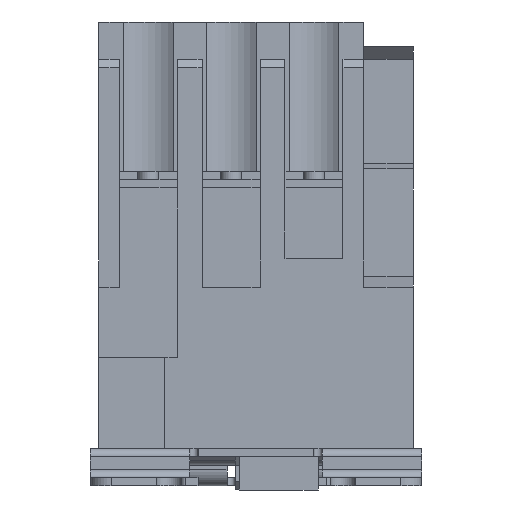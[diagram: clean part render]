
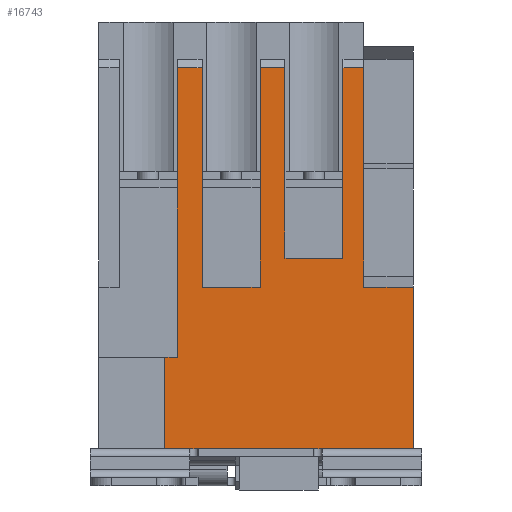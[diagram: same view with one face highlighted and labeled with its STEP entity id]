
A CAD part, front view. The second image highlights one B-rep face of the part: STEP entity #16743.
In plain terms, the highlighted planar face has unit normal (0, -1, 0).
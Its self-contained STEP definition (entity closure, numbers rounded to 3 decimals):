
#9 = ORIENTED_EDGE ( 'NONE', *, *, #6041, .F. ) ;
#151 = VERTEX_POINT ( 'NONE', #622 ) ;
#358 = LINE ( 'NONE', #16162, #975 ) ;
#455 = VERTEX_POINT ( 'NONE', #16224 ) ;
#622 = CARTESIAN_POINT ( 'NONE',  ( 16., -52.5, -51.5 ) ) ;
#975 = VECTOR ( 'NONE', #8292, 1000. ) ;
#1166 = ORIENTED_EDGE ( 'NONE', *, *, #12942, .F. ) ;
#1492 = VECTOR ( 'NONE', #6245, 1000. ) ;
#1573 = EDGE_CURVE ( 'NONE', #4312, #3368, #2556, .T. ) ;
#1587 = CARTESIAN_POINT ( 'NONE',  ( 45., -52.5, 40.5 ) ) ;
#1763 = CARTESIAN_POINT ( 'NONE',  ( 0., -52.5, -5.5 ) ) ;
#1891 = VERTEX_POINT ( 'NONE', #7363 ) ;
#1992 = CARTESIAN_POINT ( 'NONE',  ( 76., -52.5, -51.5 ) ) ;
#2370 = CARTESIAN_POINT ( 'NONE',  ( 0., -52.5, -51.5 ) ) ;
#2383 = CARTESIAN_POINT ( 'NONE',  ( 76., -52.5, 0. ) ) ;
#2550 = VECTOR ( 'NONE', #4946, 1000. ) ;
#2556 = LINE ( 'NONE', #8167, #6795 ) ;
#2619 = VERTEX_POINT ( 'NONE', #6517 ) ;
#2632 = CARTESIAN_POINT ( 'NONE',  ( 39., -52.5, -12.5 ) ) ;
#2634 = VERTEX_POINT ( 'NONE', #3988 ) ;
#2647 = LINE ( 'NONE', #14044, #12797 ) ;
#2723 = EDGE_CURVE ( 'NONE', #8614, #11273, #13596, .T. ) ;
#2848 = ORIENTED_EDGE ( 'NONE', *, *, #11133, .F. ) ;
#2901 = EDGE_CURVE ( 'NONE', #16612, #10035, #358, .T. ) ;
#2916 = VERTEX_POINT ( 'NONE', #10944 ) ;
#2980 = DIRECTION ( 'NONE',  ( 1., 0., 0. ) ) ;
#3190 = DIRECTION ( 'NONE',  ( 0., 0., -1. ) ) ;
#3300 = ORIENTED_EDGE ( 'NONE', *, *, #9150, .F. ) ;
#3320 = VERTEX_POINT ( 'NONE', #6553 ) ;
#3368 = VERTEX_POINT ( 'NONE', #9288 ) ;
#3394 = LINE ( 'NONE', #13280, #11080 ) ;
#3596 = VERTEX_POINT ( 'NONE', #15488 ) ;
#3614 = CARTESIAN_POINT ( 'NONE',  ( 64., -52.5, 40.5 ) ) ;
#3835 = DIRECTION ( 'NONE',  ( 1., 0., 0. ) ) ;
#3988 = CARTESIAN_POINT ( 'NONE',  ( 52., -52.5, -51.5 ) ) ;
#4022 = CARTESIAN_POINT ( 'NONE',  ( 16., -52.5, -29.5 ) ) ;
#4072 = ORIENTED_EDGE ( 'NONE', *, *, #5028, .F. ) ;
#4121 = CARTESIAN_POINT ( 'NONE',  ( 0., -52.5, -51.5 ) ) ;
#4253 = LINE ( 'NONE', #1763, #7887 ) ;
#4312 = VERTEX_POINT ( 'NONE', #12662 ) ;
#4361 = CARTESIAN_POINT ( 'NONE',  ( 64., -52.5, 40.5 ) ) ;
#4416 = DIRECTION ( 'NONE',  ( 0., 1., 0. ) ) ;
#4470 = EDGE_CURVE ( 'NONE', #8614, #151, #3394, .T. ) ;
#4816 = ORIENTED_EDGE ( 'NONE', *, *, #11665, .T. ) ;
#4946 = DIRECTION ( 'NONE',  ( 0., 0., 1. ) ) ;
#4997 = LINE ( 'NONE', #6525, #5396 ) ;
#5019 = VECTOR ( 'NONE', #16076, 1000. ) ;
#5028 = EDGE_CURVE ( 'NONE', #11273, #8259, #13926, .T. ) ;
#5320 = DIRECTION ( 'NONE',  ( 1., 0., 0. ) ) ;
#5373 = CARTESIAN_POINT ( 'NONE',  ( 39., -52.5, 40.5 ) ) ;
#5396 = VECTOR ( 'NONE', #3835, 1000. ) ;
#5412 = VECTOR ( 'NONE', #11936, 1000. ) ;
#5587 = EDGE_CURVE ( 'NONE', #2916, #12859, #10433, .T. ) ;
#5632 = DIRECTION ( 'NONE',  ( 0., 0., 1. ) ) ;
#6041 = EDGE_CURVE ( 'NONE', #10035, #3320, #15532, .T. ) ;
#6245 = DIRECTION ( 'NONE',  ( -1., 0., 0. ) ) ;
#6517 = CARTESIAN_POINT ( 'NONE',  ( 59., -52.5, -5.5 ) ) ;
#6525 = CARTESIAN_POINT ( 'NONE',  ( 0., -52.5, 40.5 ) ) ;
#6553 = CARTESIAN_POINT ( 'NONE',  ( 45., -52.5, -5.5 ) ) ;
#6795 = VECTOR ( 'NONE', #3190, 1000. ) ;
#7363 = CARTESIAN_POINT ( 'NONE',  ( 76., -52.5, -12.5 ) ) ;
#7441 = ORIENTED_EDGE ( 'NONE', *, *, #1573, .F. ) ;
#7670 = VECTOR ( 'NONE', #11446, 1000. ) ;
#7887 = VECTOR ( 'NONE', #9571, 1000. ) ;
#7911 = EDGE_CURVE ( 'NONE', #2634, #3596, #15328, .T. ) ;
#8167 = CARTESIAN_POINT ( 'NONE',  ( 25., -52.5, 0. ) ) ;
#8219 = PLANE ( 'NONE',  #12599 ) ;
#8259 = VERTEX_POINT ( 'NONE', #12094 ) ;
#8292 = DIRECTION ( 'NONE',  ( 1., 0., 0. ) ) ;
#8335 = DIRECTION ( 'NONE',  ( 0., 0., -1. ) ) ;
#8488 = LINE ( 'NONE', #4361, #5019 ) ;
#8611 = ORIENTED_EDGE ( 'NONE', *, *, #14381, .F. ) ;
#8614 = VERTEX_POINT ( 'NONE', #4022 ) ;
#9150 = EDGE_CURVE ( 'NONE', #2619, #2916, #14276, .T. ) ;
#9288 = CARTESIAN_POINT ( 'NONE',  ( 25., -52.5, -12.5 ) ) ;
#9384 = ORIENTED_EDGE ( 'NONE', *, *, #2901, .F. ) ;
#9437 = LINE ( 'NONE', #11575, #2550 ) ;
#9452 = CARTESIAN_POINT ( 'NONE',  ( 59., -52.5, 0. ) ) ;
#9507 = CARTESIAN_POINT ( 'NONE',  ( 0., -52.5, 0. ) ) ;
#9544 = DIRECTION ( 'NONE',  ( 0., 0., -1. ) ) ;
#9547 = ORIENTED_EDGE ( 'NONE', *, *, #2723, .F. ) ;
#9571 = DIRECTION ( 'NONE',  ( 1., 0., 0. ) ) ;
#9624 = ORIENTED_EDGE ( 'NONE', *, *, #10137, .F. ) ;
#9740 = CARTESIAN_POINT ( 'NONE',  ( 19., -52.5, -29.5 ) ) ;
#10035 = VERTEX_POINT ( 'NONE', #1587 ) ;
#10137 = EDGE_CURVE ( 'NONE', #3368, #12053, #15262, .T. ) ;
#10209 = ORIENTED_EDGE ( 'NONE', *, *, #13107, .F. ) ;
#10266 = FACE_OUTER_BOUND ( 'NONE', #13483, .T. ) ;
#10350 = VECTOR ( 'NONE', #12422, 1000. ) ;
#10388 = VECTOR ( 'NONE', #5632, 1000. ) ;
#10393 = ORIENTED_EDGE ( 'NONE', *, *, #5587, .F. ) ;
#10433 = LINE ( 'NONE', #13410, #14520 ) ;
#10920 = VECTOR ( 'NONE', #2980, 1000. ) ;
#10944 = CARTESIAN_POINT ( 'NONE',  ( 59., -52.5, 40.5 ) ) ;
#11080 = VECTOR ( 'NONE', #11847, 1000. ) ;
#11133 = EDGE_CURVE ( 'NONE', #12859, #455, #8488, .T. ) ;
#11273 = VERTEX_POINT ( 'NONE', #9740 ) ;
#11446 = DIRECTION ( 'NONE',  ( 0., 0., 1. ) ) ;
#11575 = CARTESIAN_POINT ( 'NONE',  ( 39., -52.5, 0. ) ) ;
#11624 = ORIENTED_EDGE ( 'NONE', *, *, #7911, .F. ) ;
#11665 = EDGE_CURVE ( 'NONE', #151, #3596, #13353, .T. ) ;
#11847 = DIRECTION ( 'NONE',  ( 0., 0., -1. ) ) ;
#11883 = CARTESIAN_POINT ( 'NONE',  ( 19., -52.5, 0. ) ) ;
#11936 = DIRECTION ( 'NONE',  ( 1., 0., 0. ) ) ;
#12010 = ORIENTED_EDGE ( 'NONE', *, *, #14572, .T. ) ;
#12053 = VERTEX_POINT ( 'NONE', #2632 ) ;
#12091 = EDGE_CURVE ( 'NONE', #8259, #4312, #4997, .T. ) ;
#12094 = CARTESIAN_POINT ( 'NONE',  ( 19., -52.5, 40.5 ) ) ;
#12246 = VECTOR ( 'NONE', #9544, 1000. ) ;
#12422 = DIRECTION ( 'NONE',  ( 1., 0., 0. ) ) ;
#12567 = LINE ( 'NONE', #2383, #7670 ) ;
#12599 = AXIS2_PLACEMENT_3D ( 'NONE', #9507, #4416, #8335 ) ;
#12633 = ORIENTED_EDGE ( 'NONE', *, *, #12091, .F. ) ;
#12662 = CARTESIAN_POINT ( 'NONE',  ( 25., -52.5, 40.5 ) ) ;
#12797 = VECTOR ( 'NONE', #16556, 1000. ) ;
#12859 = VERTEX_POINT ( 'NONE', #3614 ) ;
#12942 = EDGE_CURVE ( 'NONE', #12053, #16612, #9437, .T. ) ;
#13058 = CARTESIAN_POINT ( 'NONE',  ( 64., -52.5, -12.5 ) ) ;
#13107 = EDGE_CURVE ( 'NONE', #455, #1891, #15554, .T. ) ;
#13280 = CARTESIAN_POINT ( 'NONE',  ( 16., -52.5, -29.5 ) ) ;
#13353 = LINE ( 'NONE', #4121, #5412 ) ;
#13410 = CARTESIAN_POINT ( 'NONE',  ( 0., -52.5, 40.5 ) ) ;
#13483 = EDGE_LOOP ( 'NONE', ( #9547, #15963, #4816, #11624, #14751, #12010, #10209, #2848, #10393, #3300, #8611, #9, #9384, #1166, #9624, #7441, #12633, #4072 ) ) ;
#13596 = LINE ( 'NONE', #15937, #10920 ) ;
#13926 = LINE ( 'NONE', #11883, #16574 ) ;
#13944 = EDGE_CURVE ( 'NONE', #2634, #15688, #2647, .T. ) ;
#14044 = CARTESIAN_POINT ( 'NONE',  ( 0., -52.5, -51.5 ) ) ;
#14276 = LINE ( 'NONE', #9452, #10388 ) ;
#14381 = EDGE_CURVE ( 'NONE', #3320, #2619, #4253, .T. ) ;
#14520 = VECTOR ( 'NONE', #16030, 1000. ) ;
#14530 = DIRECTION ( 'NONE',  ( 0., 0., 1. ) ) ;
#14572 = EDGE_CURVE ( 'NONE', #15688, #1891, #12567, .T. ) ;
#14580 = CARTESIAN_POINT ( 'NONE',  ( 45., -52.5, 0. ) ) ;
#14718 = VECTOR ( 'NONE', #5320, 1000. ) ;
#14751 = ORIENTED_EDGE ( 'NONE', *, *, #13944, .T. ) ;
#14827 = CARTESIAN_POINT ( 'NONE',  ( 0., -52.5, -12.5 ) ) ;
#15262 = LINE ( 'NONE', #14827, #10350 ) ;
#15328 = LINE ( 'NONE', #2370, #1492 ) ;
#15488 = CARTESIAN_POINT ( 'NONE',  ( 24., -52.5, -51.5 ) ) ;
#15532 = LINE ( 'NONE', #14580, #12246 ) ;
#15554 = LINE ( 'NONE', #13058, #14718 ) ;
#15688 = VERTEX_POINT ( 'NONE', #1992 ) ;
#15937 = CARTESIAN_POINT ( 'NONE',  ( 0., -52.5, -29.5 ) ) ;
#15963 = ORIENTED_EDGE ( 'NONE', *, *, #4470, .T. ) ;
#16030 = DIRECTION ( 'NONE',  ( 1., 0., 0. ) ) ;
#16076 = DIRECTION ( 'NONE',  ( 0., 0., -1. ) ) ;
#16162 = CARTESIAN_POINT ( 'NONE',  ( 0., -52.5, 40.5 ) ) ;
#16224 = CARTESIAN_POINT ( 'NONE',  ( 64., -52.5, -12.5 ) ) ;
#16556 = DIRECTION ( 'NONE',  ( 1., 0., 0. ) ) ;
#16574 = VECTOR ( 'NONE', #14530, 1000. ) ;
#16612 = VERTEX_POINT ( 'NONE', #5373 ) ;
#16743 = ADVANCED_FACE ( 'NONE', ( #10266 ), #8219, .F. ) ;
